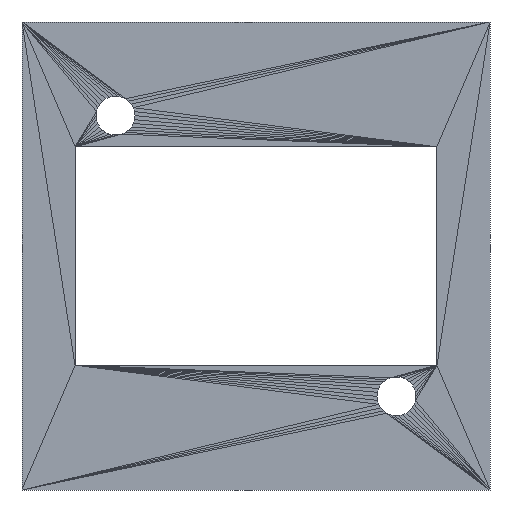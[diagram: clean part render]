
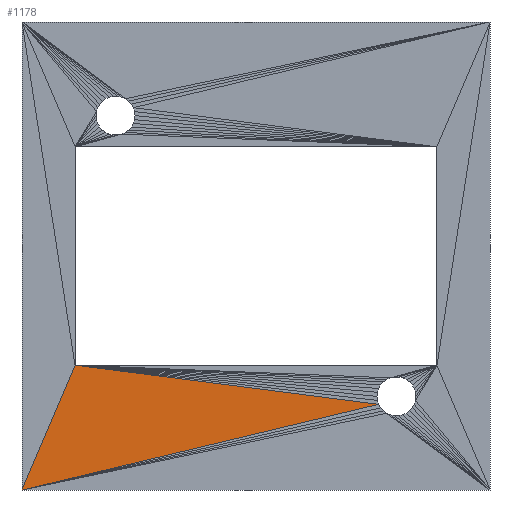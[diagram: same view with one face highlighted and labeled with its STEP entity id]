
A CAD part, front view. The second image highlights one B-rep face of the part: STEP entity #1178.
In plain terms, the highlighted planar face has unit normal (0, -1, 0).
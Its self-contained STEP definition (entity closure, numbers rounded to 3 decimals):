
#587 = VERTEX_POINT('',#588);
#588 = CARTESIAN_POINT('',(-11.6,-2.5,-7.));
#1159 = EDGE_CURVE('',#587,#1160,#1162,.T.);
#1160 = VERTEX_POINT('',#1161);
#1161 = CARTESIAN_POINT('',(7.858,-2.5,-9.508));
#1162 = LINE('',#1163,#1164);
#1163 = CARTESIAN_POINT('',(-11.6,-2.5,-7.));
#1164 = VECTOR('',#1165,1.);
#1165 = DIRECTION('',(0.992,0.,-0.128));
#1178 = ADVANCED_FACE('',(#1179),#1196,.T.);
#1179 = FACE_BOUND('',#1180,.T.);
#1180 = EDGE_LOOP('',(#1181,#1189,#1190));
#1181 = ORIENTED_EDGE('',*,*,#1182,.T.);
#1182 = EDGE_CURVE('',#1183,#1160,#1185,.T.);
#1183 = VERTEX_POINT('',#1184);
#1184 = CARTESIAN_POINT('',(-15.,-2.5,-15.));
#1185 = LINE('',#1186,#1187);
#1186 = CARTESIAN_POINT('',(-15.,-2.5,-15.));
#1187 = VECTOR('',#1188,1.);
#1188 = DIRECTION('',(0.972,0.,0.234));
#1189 = ORIENTED_EDGE('',*,*,#1159,.F.);
#1190 = ORIENTED_EDGE('',*,*,#1191,.T.);
#1191 = EDGE_CURVE('',#587,#1183,#1192,.T.);
#1192 = LINE('',#1193,#1194);
#1193 = CARTESIAN_POINT('',(-11.6,-2.5,-7.));
#1194 = VECTOR('',#1195,1.);
#1195 = DIRECTION('',(-0.391,0.,-0.92));
#1196 = PLANE('',#1197);
#1197 = AXIS2_PLACEMENT_3D('',#1198,#1199,#1200);
#1198 = CARTESIAN_POINT('',(-4.559,-2.5,-10.529));
#1199 = DIRECTION('',(0.,-1.,0.));
#1200 = DIRECTION('',(0.,0.,-1.));
